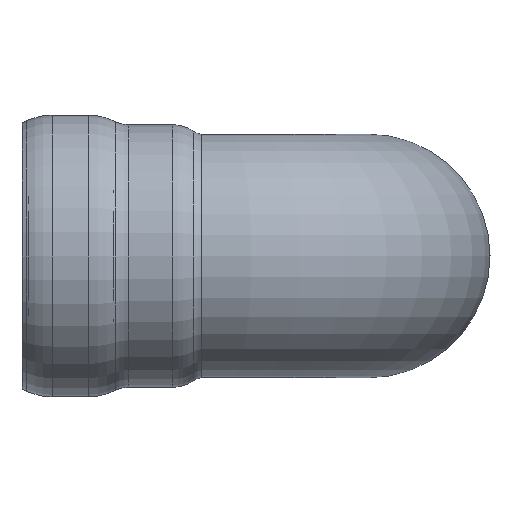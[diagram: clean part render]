
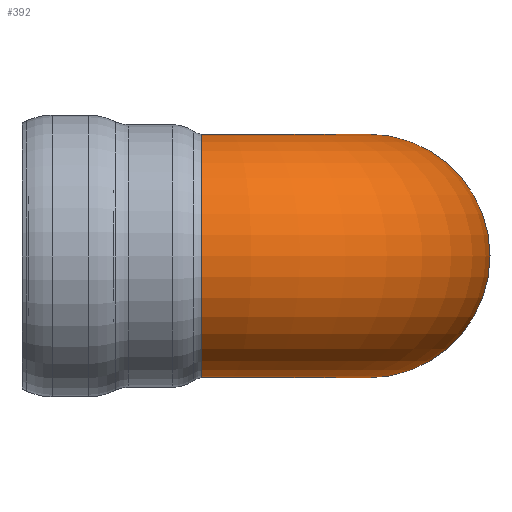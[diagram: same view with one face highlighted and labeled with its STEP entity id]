
A CAD part, left-side view. The second image highlights one B-rep face of the part: STEP entity #392.
In plain terms, the highlighted toroidal (fillet/blend) face has major radius 700 mm and minor radius 510 mm.
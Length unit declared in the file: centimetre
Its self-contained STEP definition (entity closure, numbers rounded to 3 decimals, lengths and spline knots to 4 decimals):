
#47=TOROIDAL_SURFACE('',#425,70.,51.);
#64=FACE_OUTER_BOUND('',#91,.T.);
#91=EDGE_LOOP('',(#273,#274,#275,#276,#277));
#123=CIRCLE('',#426,51.);
#124=CIRCLE('',#427,19.);
#125=CIRCLE('',#428,51.);
#126=CIRCLE('',#429,51.);
#172=VERTEX_POINT('',#671);
#173=VERTEX_POINT('',#673);
#174=VERTEX_POINT('',#675);
#211=EDGE_CURVE('',#172,#172,#123,.T.);
#212=EDGE_CURVE('',#172,#173,#124,.T.);
#213=EDGE_CURVE('',#173,#174,#125,.T.);
#214=EDGE_CURVE('',#174,#173,#126,.T.);
#273=ORIENTED_EDGE('',*,*,#211,.F.);
#274=ORIENTED_EDGE('',*,*,#212,.T.);
#275=ORIENTED_EDGE('',*,*,#213,.T.);
#276=ORIENTED_EDGE('',*,*,#214,.T.);
#277=ORIENTED_EDGE('',*,*,#212,.F.);
#392=ADVANCED_FACE('',(#64),#47,.T.);
#425=AXIS2_PLACEMENT_3D('',#670,#510,#511);
#426=AXIS2_PLACEMENT_3D('',#672,#512,#513);
#427=AXIS2_PLACEMENT_3D('',#674,#514,#515);
#428=AXIS2_PLACEMENT_3D('',#676,#516,#517);
#429=AXIS2_PLACEMENT_3D('',#677,#518,#519);
#510=DIRECTION('center_axis',(0.,0.,-1.));
#511=DIRECTION('ref_axis',(-1.,0.,0.));
#512=DIRECTION('center_axis',(0.,1.,0.));
#513=DIRECTION('ref_axis',(-1.,0.,0.));
#514=DIRECTION('center_axis',(0.,0.,1.));
#515=DIRECTION('ref_axis',(-1.,0.,0.));
#516=DIRECTION('center_axis',(-1.,0.,0.));
#517=DIRECTION('ref_axis',(0.,1.,0.));
#518=DIRECTION('center_axis',(-1.,0.,0.));
#519=DIRECTION('ref_axis',(0.,1.,0.));
#670=CARTESIAN_POINT('Origin',(1410.9404,423.0476,0.));
#671=CARTESIAN_POINT('',(1391.9404,423.0476,0.));
#672=CARTESIAN_POINT('Origin',(1340.9404,423.0476,0.));
#673=CARTESIAN_POINT('',(1410.9404,404.0476,0.));
#674=CARTESIAN_POINT('Origin',(1410.9404,423.0476,0.));
#675=CARTESIAN_POINT('',(1410.9404,302.0476,0.));
#676=CARTESIAN_POINT('Origin',(1410.9404,353.0476,0.));
#677=CARTESIAN_POINT('Origin',(1410.9404,353.0476,0.));
